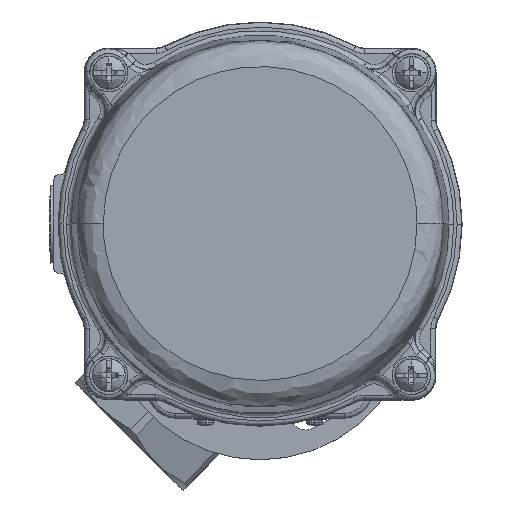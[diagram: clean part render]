
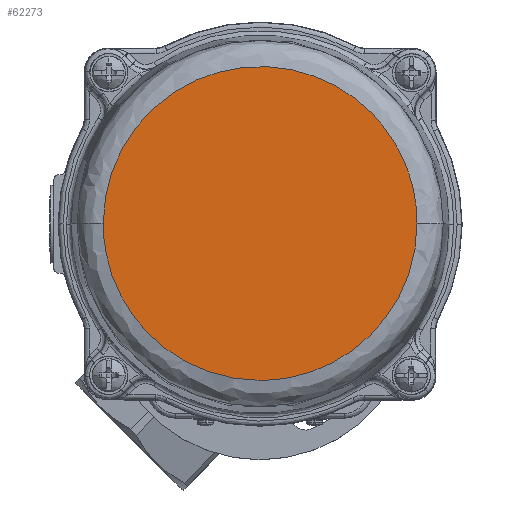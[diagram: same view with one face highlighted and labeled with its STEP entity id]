
A CAD part, top view. The second image highlights one B-rep face of the part: STEP entity #62273.
In plain terms, the highlighted planar face has unit normal (0, 0, 1).
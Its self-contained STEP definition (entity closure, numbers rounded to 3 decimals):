
#2968 = CARTESIAN_POINT ( 'NONE',  ( 33.021, -0.041, 87. ) ) ;
#3695 = ORIENTED_EDGE ( 'NONE', *, *, #85057, .F. ) ;
#3997 = VERTEX_POINT ( 'NONE', #64900 ) ;
#5378 = CARTESIAN_POINT ( 'NONE',  ( 19.331, -33.033, 87. ) ) ;
#9481 = EDGE_CURVE ( 'NONE', #3997, #25329, #116660, .T. ) ;
#14473 = CARTESIAN_POINT ( 'NONE',  ( -32.993, -19.331, 87. ) ) ;
#14790 = VERTEX_POINT ( 'NONE', #58827 ) ;
#23334 = DIRECTION ( 'NONE',  ( 1., 0., 0. ) ) ;
#23714 = CARTESIAN_POINT ( 'NONE',  ( 33.021, -0.041, 87. ) ) ;
#25329 = VERTEX_POINT ( 'NONE', #23714 ) ;
#31883 = CARTESIAN_POINT ( 'NONE',  ( -0.001, -33.021, 87. ) ) ;
#32281 = CARTESIAN_POINT ( 'NONE',  ( -19.332, -33.009, 87. ) ) ;
#32719 = ORIENTED_EDGE ( 'NONE', *, *, #70632, .F. ) ;
#34869 =( BOUNDED_CURVE ( )  B_SPLINE_CURVE ( 3, ( #2968, #68393, #5378, #106241 ),
 .UNSPECIFIED., .F., .F. ) 
 B_SPLINE_CURVE_WITH_KNOTS ( ( 4, 4 ),
 ( 0., 1. ),
 .UNSPECIFIED. ) 
 CURVE ( )  GEOMETRIC_REPRESENTATION_ITEM ( )  RATIONAL_B_SPLINE_CURVE ( ( 1., 0.805, 0.805, 1. ) ) 
 REPRESENTATION_ITEM ( '' )  );
#35508 = CARTESIAN_POINT ( 'NONE',  ( -32.981, 0.001, 87. ) ) ;
#43263 = CARTESIAN_POINT ( 'NONE',  ( 33.021, -0.041, 87. ) ) ;
#51350 = PLANE ( 'NONE',  #103610 ) ;
#54237 = CARTESIAN_POINT ( 'NONE',  ( 33.062, 65.962, 87. ) ) ;
#57720 =( BOUNDED_CURVE ( )  B_SPLINE_CURVE ( 3, ( #31883, #32281, #14473, #70528 ),
 .UNSPECIFIED., .F., .F. ) 
 B_SPLINE_CURVE_WITH_KNOTS ( ( 4, 4 ),
 ( 0., 0.333 ),
 .UNSPECIFIED. ) 
 CURVE ( )  GEOMETRIC_REPRESENTATION_ITEM ( )  RATIONAL_B_SPLINE_CURVE ( ( 1., 0.805, 0.805, 1. ) ) 
 REPRESENTATION_ITEM ( '' )  );
#58827 = CARTESIAN_POINT ( 'NONE',  ( -0.001, -33.021, 87. ) ) ;
#62273 = ADVANCED_FACE ( 'NONE', ( #88583 ), #51350, .T. ) ;
#64900 = CARTESIAN_POINT ( 'NONE',  ( -32.981, 0.001, 87. ) ) ;
#68393 = CARTESIAN_POINT ( 'NONE',  ( 33.009, -19.372, 87. ) ) ;
#69660 = DIRECTION ( 'NONE',  ( 0., 0., 1. ) ) ;
#70528 = CARTESIAN_POINT ( 'NONE',  ( -32.981, 0.001, 87. ) ) ;
#70632 = EDGE_CURVE ( 'NONE', #14790, #3997, #57720, .T. ) ;
#85057 = EDGE_CURVE ( 'NONE', #25329, #14790, #34869, .T. ) ;
#88583 = FACE_OUTER_BOUND ( 'NONE', #106931, .T. ) ;
#88763 = CARTESIAN_POINT ( 'NONE',  ( 0.032, 19.855, 87. ) ) ;
#100398 = ORIENTED_EDGE ( 'NONE', *, *, #9481, .F. ) ;
#103610 = AXIS2_PLACEMENT_3D ( 'NONE', #88763, #69660, #23334 ) ;
#106241 = CARTESIAN_POINT ( 'NONE',  ( -0.001, -33.021, 87. ) ) ;
#106931 = EDGE_LOOP ( 'NONE', ( #32719, #3695, #100398 ) ) ;
#110003 = CARTESIAN_POINT ( 'NONE',  ( -32.94, 66.003, 87. ) ) ;
#116660 =( BOUNDED_CURVE ( )  B_SPLINE_CURVE ( 3, ( #35508, #110003, #54237, #43263 ),
 .UNSPECIFIED., .F., .F. ) 
 B_SPLINE_CURVE_WITH_KNOTS ( ( 4, 4 ),
 ( 0.333, 1. ),
 .UNSPECIFIED. ) 
 CURVE ( )  GEOMETRIC_REPRESENTATION_ITEM ( )  RATIONAL_B_SPLINE_CURVE ( ( 1., 0.333, 0.333, 1. ) ) 
 REPRESENTATION_ITEM ( '' )  );
